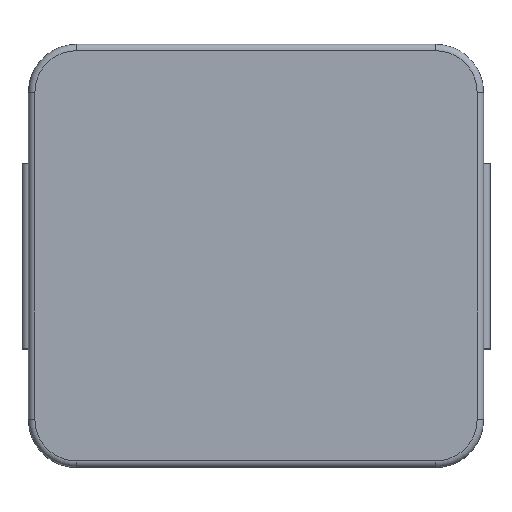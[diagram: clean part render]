
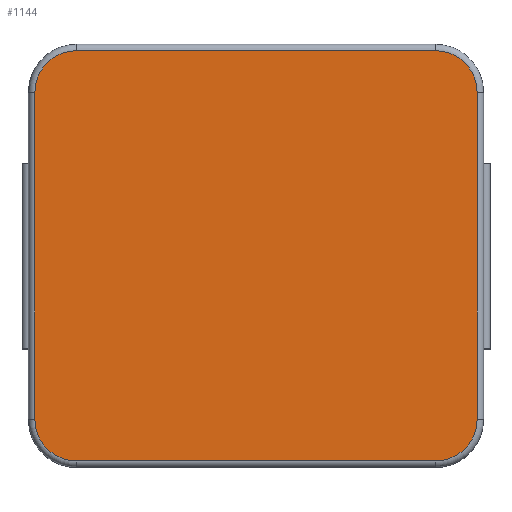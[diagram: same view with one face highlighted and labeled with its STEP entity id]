
A CAD part, top view. The second image highlights one B-rep face of the part: STEP entity #1144.
In plain terms, the highlighted planar face has unit normal (0, 0, 1).
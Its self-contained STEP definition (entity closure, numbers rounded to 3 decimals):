
#62=CIRCLE('',#1236,0.65);
#63=CIRCLE('',#1237,0.65);
#64=CIRCLE('',#1238,0.65);
#65=CIRCLE('',#1239,0.65);
#182=ORIENTED_EDGE('',*,*,#521,.T.);
#183=ORIENTED_EDGE('',*,*,#522,.T.);
#184=ORIENTED_EDGE('',*,*,#523,.T.);
#185=ORIENTED_EDGE('',*,*,#524,.T.);
#186=ORIENTED_EDGE('',*,*,#525,.T.);
#187=ORIENTED_EDGE('',*,*,#526,.T.);
#188=ORIENTED_EDGE('',*,*,#527,.T.);
#189=ORIENTED_EDGE('',*,*,#528,.T.);
#521=EDGE_CURVE('',#686,#687,#789,.T.);
#522=EDGE_CURVE('',#687,#688,#62,.T.);
#523=EDGE_CURVE('',#688,#689,#790,.F.);
#524=EDGE_CURVE('',#689,#690,#63,.T.);
#525=EDGE_CURVE('',#690,#691,#791,.T.);
#526=EDGE_CURVE('',#691,#692,#64,.T.);
#527=EDGE_CURVE('',#692,#693,#792,.T.);
#528=EDGE_CURVE('',#693,#686,#65,.T.);
#686=VERTEX_POINT('',#1845);
#687=VERTEX_POINT('',#1846);
#688=VERTEX_POINT('',#1848);
#689=VERTEX_POINT('',#1850);
#690=VERTEX_POINT('',#1852);
#691=VERTEX_POINT('',#1854);
#692=VERTEX_POINT('',#1856);
#693=VERTEX_POINT('',#1858);
#789=LINE('',#1844,#909);
#790=LINE('',#1849,#910);
#791=LINE('',#1853,#911);
#792=LINE('',#1857,#912);
#909=VECTOR('',#1442,1000.);
#910=VECTOR('',#1445,1000.);
#911=VECTOR('',#1448,1000.);
#912=VECTOR('',#1451,1000.);
#976=EDGE_LOOP('',(#182,#183,#184,#185,#186,#187,#188,#189));
#1042=FACE_BOUND('',#976,.T.);
#1108=PLANE('',#1235);
#1144=ADVANCED_FACE('',(#1042),#1108,.T.);
#1235=AXIS2_PLACEMENT_3D('',#1843,#1440,#1441);
#1236=AXIS2_PLACEMENT_3D('',#1847,#1443,#1444);
#1237=AXIS2_PLACEMENT_3D('',#1851,#1446,#1447);
#1238=AXIS2_PLACEMENT_3D('',#1855,#1449,#1450);
#1239=AXIS2_PLACEMENT_3D('',#1859,#1452,#1453);
#1440=DIRECTION('',(0.,0.,1.));
#1441=DIRECTION('',(1.,0.,0.));
#1442=DIRECTION('',(-1.,0.,0.));
#1443=DIRECTION('',(0.,0.,1.));
#1444=DIRECTION('',(1.,0.,0.));
#1445=DIRECTION('',(0.,1.,0.));
#1446=DIRECTION('',(0.,0.,1.));
#1447=DIRECTION('',(1.,0.,0.));
#1448=DIRECTION('',(1.,0.,0.));
#1449=DIRECTION('',(0.,0.,1.));
#1450=DIRECTION('',(1.,0.,0.));
#1451=DIRECTION('',(0.,1.,0.));
#1452=DIRECTION('',(0.,0.,1.));
#1453=DIRECTION('',(1.,0.,0.));
#1843=CARTESIAN_POINT('',(0.,0.,1.5));
#1844=CARTESIAN_POINT('',(-3.05,3.2,1.5));
#1845=CARTESIAN_POINT('',(2.8,3.2,1.5));
#1846=CARTESIAN_POINT('',(-2.8,3.2,1.5));
#1847=CARTESIAN_POINT('',(-2.8,2.55,1.5));
#1848=CARTESIAN_POINT('',(-3.45,2.55,1.5));
#1849=CARTESIAN_POINT('',(-3.45,-2.8,1.5));
#1850=CARTESIAN_POINT('',(-3.45,-2.55,1.5));
#1851=CARTESIAN_POINT('',(-2.8,-2.55,1.5));
#1852=CARTESIAN_POINT('',(-2.8,-3.2,1.5));
#1853=CARTESIAN_POINT('',(3.05,-3.2,1.5));
#1854=CARTESIAN_POINT('',(2.8,-3.2,1.5));
#1855=CARTESIAN_POINT('',(2.8,-2.55,1.5));
#1856=CARTESIAN_POINT('',(3.45,-2.55,1.5));
#1857=CARTESIAN_POINT('',(3.45,2.8,1.5));
#1858=CARTESIAN_POINT('',(3.45,2.55,1.5));
#1859=CARTESIAN_POINT('',(2.8,2.55,1.5));
